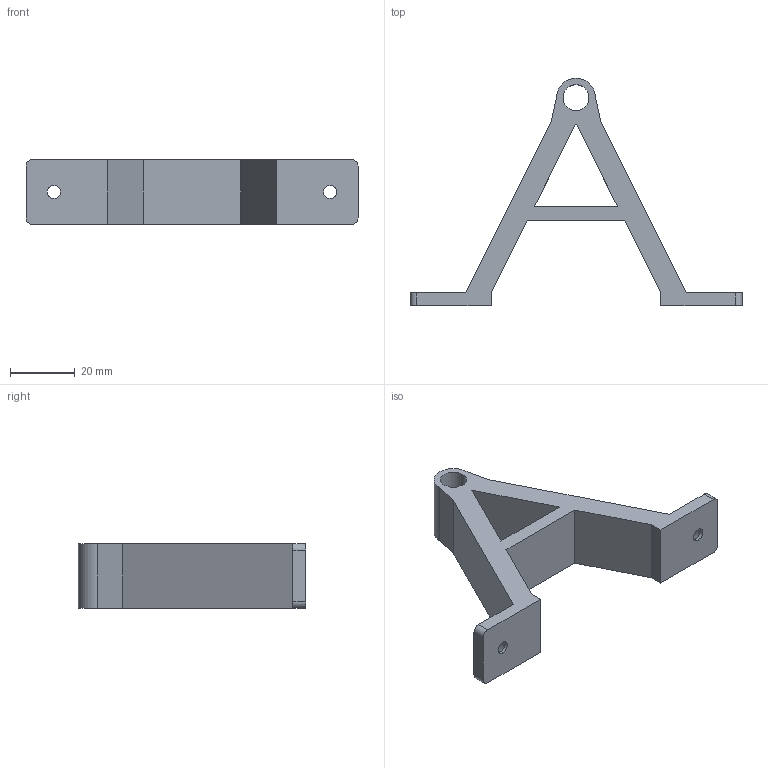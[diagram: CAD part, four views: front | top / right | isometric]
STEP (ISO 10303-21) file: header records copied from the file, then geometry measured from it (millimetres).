
FILE_DESCRIPTION(/* description */ (''),/* implementation_level */ '2;1');
FILE_NAME(/* name */ 'Soporte Tubo.stp',/* time_stamp */ '2025-01-31T12:54:55-05:00',/* author */ ('sara_'),/* organization */ (''),/* preprocessor_version */ 'ST-DEVELOPER v19.2',/* originating_system */ 'Autodesk Inventor 2024',/* authorisation */ '');
FILE_SCHEMA (('AUTOMOTIVE_DESIGN { 1 0 10303 214 3 1 1 }'));
Length unit declared in the file: millimetre
Products named in the file (1): Soporte Tubo
Bounding box: 102.17 x 70 x 20 mm (x, y, z)
Volume: 24880.3 mm3; surface area: 11302.6 mm2
Topology: 1 solids, 1 shells, 31 faces, 85 edges, 56 vertices
Faces by surface type: plane 21, cylinder 8, cone 2
Full cylindrical faces by diameter (mm): 4 x2, 8 x1
Entity records: 1040 total; most frequent: CARTESIAN_POINT 173, ORIENTED_EDGE 170, DIRECTION 167, EDGE_CURVE 85, LINE 67, VECTOR 67, VERTEX_POINT 56, AXIS2_PLACEMENT_3D 50
